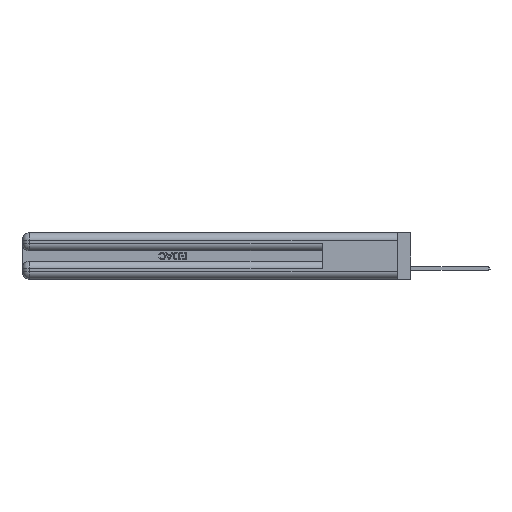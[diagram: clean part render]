
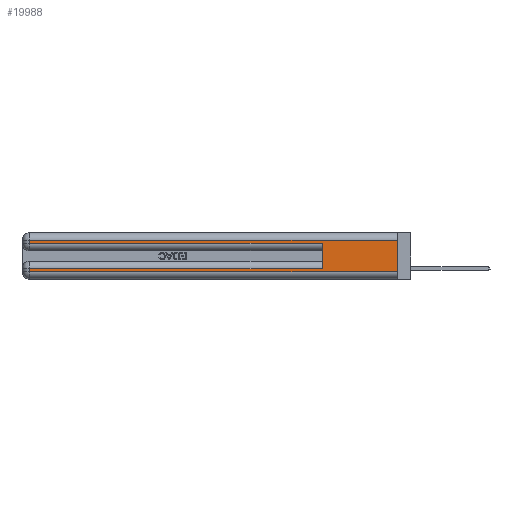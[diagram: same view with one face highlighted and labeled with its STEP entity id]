
A CAD part, left-side view. The second image highlights one B-rep face of the part: STEP entity #19988.
In plain terms, the highlighted planar face has unit normal (-1, 0, 0).
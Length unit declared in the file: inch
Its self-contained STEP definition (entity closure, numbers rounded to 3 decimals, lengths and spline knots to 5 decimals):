
#435 = VERTEX_POINT ( 'NONE', #47928 ) ;
#969 = LINE ( 'NONE', #7287, #22790 ) ;
#1657 = ORIENTED_EDGE ( 'NONE', *, *, #45967, .T. ) ;
#2872 = LINE ( 'NONE', #42573, #46795 ) ;
#3261 = VECTOR ( 'NONE', #49712, 39.37008 ) ;
#7287 = CARTESIAN_POINT ( 'NONE',  ( 0., 0., 0.37 ) ) ;
#7364 = EDGE_CURVE ( 'NONE', #19096, #30700, #18928, .T. ) ;
#7967 = DIRECTION ( 'NONE',  ( 0., -1., 0. ) ) ;
#9807 = DIRECTION ( 'NONE',  ( 0., 0., 1. ) ) ;
#11085 = LINE ( 'NONE', #34215, #3261 ) ;
#11924 = CARTESIAN_POINT ( 'NONE',  ( 0., 0., 0.31 ) ) ;
#13213 = CARTESIAN_POINT ( 'NONE',  ( 0., 2.94, 0.06 ) ) ;
#14046 = PLANE ( 'NONE',  #37248 ) ;
#14587 = EDGE_CURVE ( 'NONE', #48294, #22211, #969, .T. ) ;
#14978 = EDGE_CURVE ( 'NONE', #47798, #31645, #2872, .T. ) ;
#17613 = ORIENTED_EDGE ( 'NONE', *, *, #42679, .T. ) ;
#18218 = CARTESIAN_POINT ( 'NONE',  ( 0., 0.6, 0.285 ) ) ;
#18816 = CARTESIAN_POINT ( 'NONE',  ( 0., 0., 0.06 ) ) ;
#18928 = LINE ( 'NONE', #29187, #35735 ) ;
#19096 = VERTEX_POINT ( 'NONE', #44093 ) ;
#19988 = ADVANCED_FACE ( 'NONE', ( #38482 ), #14046, .F. ) ;
#21104 = CARTESIAN_POINT ( 'NONE',  ( 0., 0., 0.06 ) ) ;
#22211 = VERTEX_POINT ( 'NONE', #21104 ) ;
#22790 = VECTOR ( 'NONE', #30906, 39.37008 ) ;
#23000 = LINE ( 'NONE', #35535, #29610 ) ;
#24451 = ORIENTED_EDGE ( 'NONE', *, *, #39013, .T. ) ;
#25609 = ORIENTED_EDGE ( 'NONE', *, *, #49864, .F. ) ;
#27445 = DIRECTION ( 'NONE',  ( 0., 0., -1. ) ) ;
#27738 = ORIENTED_EDGE ( 'NONE', *, *, #7364, .T. ) ;
#28257 = ORIENTED_EDGE ( 'NONE', *, *, #14587, .F. ) ;
#29187 = CARTESIAN_POINT ( 'NONE',  ( 0., 0., 0.285 ) ) ;
#29311 = CARTESIAN_POINT ( 'NONE',  ( 0., 0., 0.37 ) ) ;
#29610 = VECTOR ( 'NONE', #39087, 39.37008 ) ;
#29803 = CARTESIAN_POINT ( 'NONE',  ( 0., 0., 0.085 ) ) ;
#29905 = VERTEX_POINT ( 'NONE', #42284 ) ;
#30700 = VERTEX_POINT ( 'NONE', #18218 ) ;
#30729 = VECTOR ( 'NONE', #9807, 39.37008 ) ;
#30906 = DIRECTION ( 'NONE',  ( 0., 0., -1. ) ) ;
#31645 = VERTEX_POINT ( 'NONE', #13213 ) ;
#34215 = CARTESIAN_POINT ( 'NONE',  ( 0., 0., 0.31 ) ) ;
#34296 = ORIENTED_EDGE ( 'NONE', *, *, #35955, .T. ) ;
#35535 = CARTESIAN_POINT ( 'NONE',  ( 0., 2.94, 0.37 ) ) ;
#35735 = VECTOR ( 'NONE', #36798, 39.37008 ) ;
#35955 = EDGE_CURVE ( 'NONE', #48294, #435, #11085, .T. ) ;
#35991 = LINE ( 'NONE', #29803, #45137 ) ;
#36494 = EDGE_LOOP ( 'NONE', ( #28257, #34296, #1657, #27738, #25609, #24451, #49051, #17613 ) ) ;
#36798 = DIRECTION ( 'NONE',  ( 0., -1., 0. ) ) ;
#37248 = AXIS2_PLACEMENT_3D ( 'NONE', #29311, #45052, #44707 ) ;
#37738 = DIRECTION ( 'NONE',  ( 0., 1., 0. ) ) ;
#37844 = VECTOR ( 'NONE', #7967, 39.37008 ) ;
#38482 = FACE_OUTER_BOUND ( 'NONE', #36494, .T. ) ;
#38972 = CARTESIAN_POINT ( 'NONE',  ( 0., 2.94, 0.085 ) ) ;
#39013 = EDGE_CURVE ( 'NONE', #29905, #47798, #35991, .T. ) ;
#39087 = DIRECTION ( 'NONE',  ( 0., 0., -1. ) ) ;
#42284 = CARTESIAN_POINT ( 'NONE',  ( 0., 0.6, 0.085 ) ) ;
#42573 = CARTESIAN_POINT ( 'NONE',  ( 0., 2.94, 0.37 ) ) ;
#42679 = EDGE_CURVE ( 'NONE', #31645, #22211, #45129, .T. ) ;
#42781 = LINE ( 'NONE', #44236, #30729 ) ;
#44093 = CARTESIAN_POINT ( 'NONE',  ( 0., 2.94, 0.285 ) ) ;
#44236 = CARTESIAN_POINT ( 'NONE',  ( 0., 0.6, 0.145 ) ) ;
#44707 = DIRECTION ( 'NONE',  ( 0., 0., -1. ) ) ;
#45052 = DIRECTION ( 'NONE',  ( 1., 0., 0. ) ) ;
#45129 = LINE ( 'NONE', #18816, #37844 ) ;
#45137 = VECTOR ( 'NONE', #37738, 39.37008 ) ;
#45967 = EDGE_CURVE ( 'NONE', #435, #19096, #23000, .T. ) ;
#46795 = VECTOR ( 'NONE', #27445, 39.37008 ) ;
#47798 = VERTEX_POINT ( 'NONE', #38972 ) ;
#47928 = CARTESIAN_POINT ( 'NONE',  ( 0., 2.94, 0.31 ) ) ;
#48294 = VERTEX_POINT ( 'NONE', #11924 ) ;
#49051 = ORIENTED_EDGE ( 'NONE', *, *, #14978, .T. ) ;
#49712 = DIRECTION ( 'NONE',  ( 0., 1., 0. ) ) ;
#49864 = EDGE_CURVE ( 'NONE', #29905, #30700, #42781, .T. ) ;
